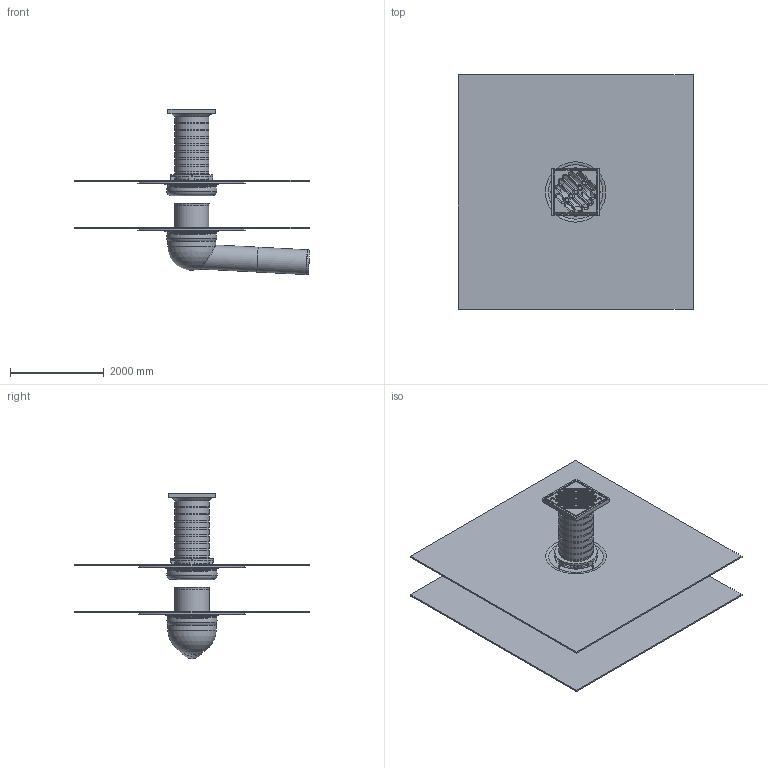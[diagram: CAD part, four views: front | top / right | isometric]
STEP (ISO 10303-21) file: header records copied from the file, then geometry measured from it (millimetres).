
FILE_DESCRIPTION(/* description */ (''),/* implementation_level */ '2;1');
FILE_NAME(/* name */ '15482.050X_3D.stp',/* time_stamp */ '2024-12-12T06:54:01+01:00',/* author */ ('CAD'),/* organization */ (''),/* preprocessor_version */ 'ST-DEVELOPER v20',/* originating_system */ 'AutoCAD Mechanical',/* authorisation */ '');
FILE_SCHEMA (('AUTOMOTIVE_DESIGN { 1 0 10303 214 3 1 1 }'));
Length unit declared in the file: centimetre
Products named in the file (2): Product; *S0
Assembly tree (1 placements, depth 2):
  Product
    *S0
Bounding box: 5013.61 x 5000 x 3519.72 mm (x, y, z)
Volume: 2035257874.9 mm3; surface area: 153465517 mm2
Topology: 16 solids, 16 shells, 632 faces, 1535 edges, 969 vertices
Faces by surface type: cylinder 205, plane 188, torus 137, cone 82, sphere 18, bspline 2
Full cylindrical faces by diameter (mm): 20 x16, 35 x2, 85 x2, 499.993 x2, 529.993 x2, 530 x1, 698 x1, 720 x8, 730 x11, 736 x1, 770 x4, 810 x3, 885 x2, 900 x1, 901 x2, 905 x2, 953.818 x2, 965 x4, 980 x1, 1000 x1, 1030 x1
Entity records: 20722 total; most frequent: CARTESIAN_POINT 5145, DIRECTION 3523, ORIENTED_EDGE 3058, EDGE_CURVE 1529, AXIS2_PLACEMENT_3D 1456, VERTEX_POINT 961, CIRCLE 819, EDGE_LOOP 750
